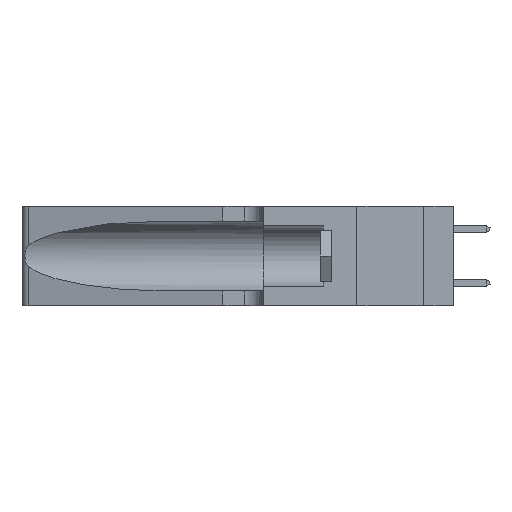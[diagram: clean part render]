
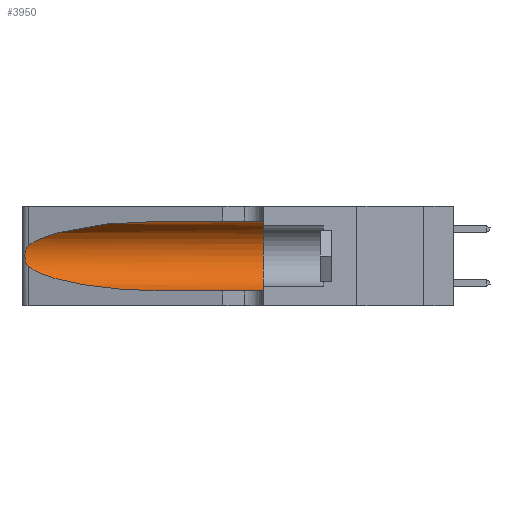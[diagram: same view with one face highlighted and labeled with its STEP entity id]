
A CAD part, left-side view. The second image highlights one B-rep face of the part: STEP entity #3950.
In plain terms, the highlighted cylindrical face has radius 3.308 mm (diameter 6.617 mm), a partial arc.
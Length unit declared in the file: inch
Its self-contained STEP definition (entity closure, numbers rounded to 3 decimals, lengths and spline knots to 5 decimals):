
#594 = CARTESIAN_POINT ( 'NONE',  ( 0.2373, 1.15595, 0.28018 ) ) ;
#953 = CARTESIAN_POINT ( 'NONE',  ( 0.25639, 1.23184, 0.21858 ) ) ;
#1446 = DIRECTION ( 'NONE',  ( 0., 0., 1. ) ) ;
#1551 = ORIENTED_EDGE ( 'NONE', *, *, #18850, .T. ) ;
#2106 = VERTEX_POINT ( 'NONE', #14401 ) ;
#2388 = VERTEX_POINT ( 'NONE', #5534 ) ;
#2914 = CARTESIAN_POINT ( 'NONE',  ( 0.25487, 1.22718, 0.14631 ) ) ;
#2922 = CARTESIAN_POINT ( 'NONE',  ( 0.1305, 1.61858, 0.185 ) ) ;
#2936 = CARTESIAN_POINT ( 'NONE',  ( 0.1305, 1.61858, 0.05475 ) ) ;
#3441 = DIRECTION ( 'NONE',  ( 0., -1., 0. ) ) ;
#3950 = ADVANCED_FACE ( 'NONE', ( #18508 ), #21897, .F. ) ;
#4116 = CARTESIAN_POINT ( 'NONE',  ( 0.25487, 1.22718, 0.14631 ) ) ;
#4117 = CARTESIAN_POINT ( 'NONE',  ( 0.1305, 1.61858, 0.31525 ) ) ;
#4783 = VECTOR ( 'NONE', #3441, 39.37008 ) ;
#4806 = CARTESIAN_POINT ( 'NONE',  ( 0.25639, 1.23186, 0.15144 ) ) ;
#4975 = DIRECTION ( 'NONE',  ( 0., 0., -1. ) ) ;
#5498 = EDGE_LOOP ( 'NONE', ( #24147, #19555, #20508, #1551, #18618, #19158 ) ) ;
#5534 = CARTESIAN_POINT ( 'NONE',  ( 0.1305, 0.72297, 0.05475 ) ) ;
#5648 = AXIS2_PLACEMENT_3D ( 'NONE', #23139, #19008, #1446 ) ;
#5930 = LINE ( 'NONE', #4117, #20429 ) ;
#6257 = B_SPLINE_CURVE_WITH_KNOTS ( 'NONE', 3,
 ( #22413, #24389, #953, #18521, #8865, #20512, #20593, #8696, #22492, #8782, #14839, #4806, #12912, #16710 ),
 .UNSPECIFIED., .F., .F.,
 ( 4, 2, 2, 2, 2, 2, 4 ),
 ( 0., 0.00027, 0.00053, 0.00107, 0.0016, 0.00187, 0.00214 ),
 .UNSPECIFIED. ) ;
#6658 = LINE ( 'NONE', #2936, #4783 ) ;
#7136 = VERTEX_POINT ( 'NONE', #9502 ) ;
#8696 = CARTESIAN_POINT ( 'NONE',  ( 0.26075, 1.23896, 0.178 ) ) ;
#8782 = CARTESIAN_POINT ( 'NONE',  ( 0.25856, 1.23593, 0.16098 ) ) ;
#8865 = CARTESIAN_POINT ( 'NONE',  ( 0.25854, 1.2359, 0.20912 ) ) ;
#9502 = CARTESIAN_POINT ( 'NONE',  ( 0.25487, 1.22718, 0.22369 ) ) ;
#11443 = CARTESIAN_POINT ( 'NONE',  ( 0.1305, 0.72297, 0.31525 ) ) ;
#12785 = VERTEX_POINT ( 'NONE', #24671 ) ;
#12912 = CARTESIAN_POINT ( 'NONE',  ( 0.25555, 1.22993, 0.14849 ) ) ;
#13244 = EDGE_CURVE ( 'NONE', #17251, #2388, #22548, .T. ) ;
#13415 = CARTESIAN_POINT ( 'NONE',  ( 0.2373, 1.15595, 0.08982 ) ) ;
#13850 = CIRCLE ( 'NONE', #5648, 0.13025 ) ;
#14339 =( BOUNDED_CURVE ( )  B_SPLINE_CURVE ( 3, ( #16187, #24453, #594, #14383 ),
 .UNSPECIFIED., .F., .F. ) 
 B_SPLINE_CURVE_WITH_KNOTS ( ( 4, 4 ),
 ( 1.5708, 2.84003 ),
 .UNSPECIFIED. ) 
 CURVE ( )  GEOMETRIC_REPRESENTATION_ITEM ( )  RATIONAL_B_SPLINE_CURVE ( ( 1., 0.87, 0.87, 1. ) ) 
 REPRESENTATION_ITEM ( '' )  );
#14383 = CARTESIAN_POINT ( 'NONE',  ( 0.25487, 1.22718, 0.22369 ) ) ;
#14401 = CARTESIAN_POINT ( 'NONE',  ( 0.1305, 0.35, 0.31525 ) ) ;
#14839 = CARTESIAN_POINT ( 'NONE',  ( 0.25789, 1.23486, 0.15765 ) ) ;
#16187 = CARTESIAN_POINT ( 'NONE',  ( 0.1305, 0.72297, 0.31525 ) ) ;
#16701 = DIRECTION ( 'NONE',  ( 0., -1., 0. ) ) ;
#16710 = CARTESIAN_POINT ( 'NONE',  ( 0.25487, 1.22718, 0.14631 ) ) ;
#17251 = VERTEX_POINT ( 'NONE', #2914 ) ;
#17970 = DIRECTION ( 'NONE',  ( 0., -1., 0. ) ) ;
#18444 = VERTEX_POINT ( 'NONE', #11443 ) ;
#18508 = FACE_OUTER_BOUND ( 'NONE', #5498, .T. ) ;
#18521 = CARTESIAN_POINT ( 'NONE',  ( 0.25787, 1.23484, 0.2124 ) ) ;
#18618 = ORIENTED_EDGE ( 'NONE', *, *, #23110, .F. ) ;
#18850 = EDGE_CURVE ( 'NONE', #2388, #12785, #6658, .T. ) ;
#19008 = DIRECTION ( 'NONE',  ( 0., 1., 0. ) ) ;
#19158 = ORIENTED_EDGE ( 'NONE', *, *, #20824, .F. ) ;
#19381 = CARTESIAN_POINT ( 'NONE',  ( 0.18966, 0.96281, 0.05475 ) ) ;
#19555 = ORIENTED_EDGE ( 'NONE', *, *, #22303, .T. ) ;
#20429 = VECTOR ( 'NONE', #17970, 39.37008 ) ;
#20508 = ORIENTED_EDGE ( 'NONE', *, *, #13244, .T. ) ;
#20512 = CARTESIAN_POINT ( 'NONE',  ( 0.26018, 1.23835, 0.19895 ) ) ;
#20593 = CARTESIAN_POINT ( 'NONE',  ( 0.26075, 1.23896, 0.19203 ) ) ;
#20824 = EDGE_CURVE ( 'NONE', #18444, #2106, #5930, .T. ) ;
#21897 = CYLINDRICAL_SURFACE ( 'NONE', #24562, 0.13025 ) ;
#22303 = EDGE_CURVE ( 'NONE', #7136, #17251, #6257, .T. ) ;
#22413 = CARTESIAN_POINT ( 'NONE',  ( 0.25487, 1.22718, 0.22369 ) ) ;
#22492 = CARTESIAN_POINT ( 'NONE',  ( 0.26017, 1.23833, 0.17102 ) ) ;
#22548 =( BOUNDED_CURVE ( )  B_SPLINE_CURVE ( 3, ( #4116, #13415, #19381, #24791 ),
 .UNSPECIFIED., .F., .F. ) 
 B_SPLINE_CURVE_WITH_KNOTS ( ( 4, 4 ),
 ( 3.44316, 4.71239 ),
 .UNSPECIFIED. ) 
 CURVE ( )  GEOMETRIC_REPRESENTATION_ITEM ( )  RATIONAL_B_SPLINE_CURVE ( ( 1., 0.87, 0.87, 1. ) ) 
 REPRESENTATION_ITEM ( '' )  );
#22812 = EDGE_CURVE ( 'NONE', #18444, #7136, #14339, .T. ) ;
#23110 = EDGE_CURVE ( 'NONE', #2106, #12785, #13850, .T. ) ;
#23139 = CARTESIAN_POINT ( 'NONE',  ( 0.1305, 0.35, 0.185 ) ) ;
#24147 = ORIENTED_EDGE ( 'NONE', *, *, #22812, .T. ) ;
#24389 = CARTESIAN_POINT ( 'NONE',  ( 0.25555, 1.22994, 0.2215 ) ) ;
#24453 = CARTESIAN_POINT ( 'NONE',  ( 0.18966, 0.96281, 0.31525 ) ) ;
#24562 = AXIS2_PLACEMENT_3D ( 'NONE', #2922, #16701, #4975 ) ;
#24671 = CARTESIAN_POINT ( 'NONE',  ( 0.1305, 0.35, 0.05475 ) ) ;
#24791 = CARTESIAN_POINT ( 'NONE',  ( 0.1305, 0.72297, 0.05475 ) ) ;
